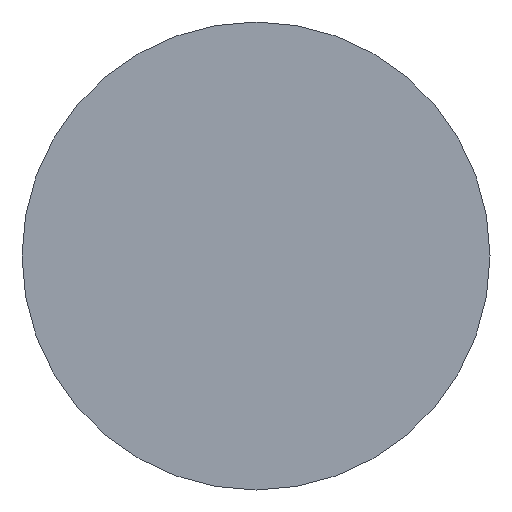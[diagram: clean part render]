
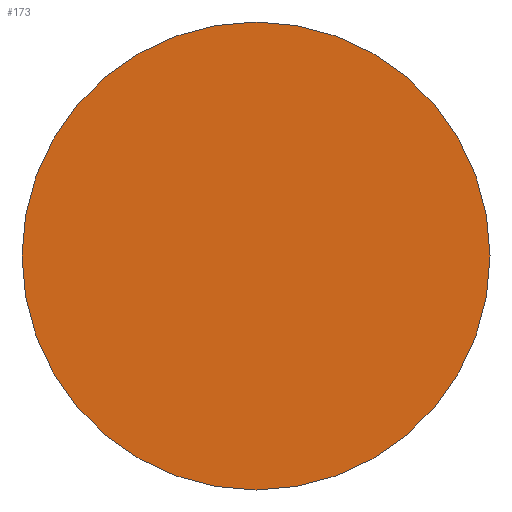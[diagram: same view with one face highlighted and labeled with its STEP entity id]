
A CAD part, front view. The second image highlights one B-rep face of the part: STEP entity #173.
In plain terms, the highlighted planar face has unit normal (0, -1, 0).
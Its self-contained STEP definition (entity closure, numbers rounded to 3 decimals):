
#150=CARTESIAN_POINT('',(4.,-1.,0.));
#151=VERTEX_POINT('',#150);
#152=CARTESIAN_POINT('',(0.,-1.,0.0));
#153=DIRECTION('',(0.0,1.0,0.0));
#154=DIRECTION('',(-1.0,0.0,0.0));
#155=AXIS2_PLACEMENT_3D('',#152,#153,#154);
#156=CIRCLE('',#155,4.0);
#157=EDGE_CURVE('',#151,#151,#156,.T.);
#165=CARTESIAN_POINT('',(0.,-1.,0.0));
#166=DIRECTION('',(0.0,1.0,0.0));
#167=DIRECTION('',(0.0,0.0,1.0));
#168=AXIS2_PLACEMENT_3D('',#165,#166,#167);
#169=PLANE('',#168);
#170=ORIENTED_EDGE('',*,*,#157,.F.);
#171=EDGE_LOOP('',(#170));
#172=FACE_OUTER_BOUND('',#171,.T.);
#173=ADVANCED_FACE('',(#172),#169,.F.);
